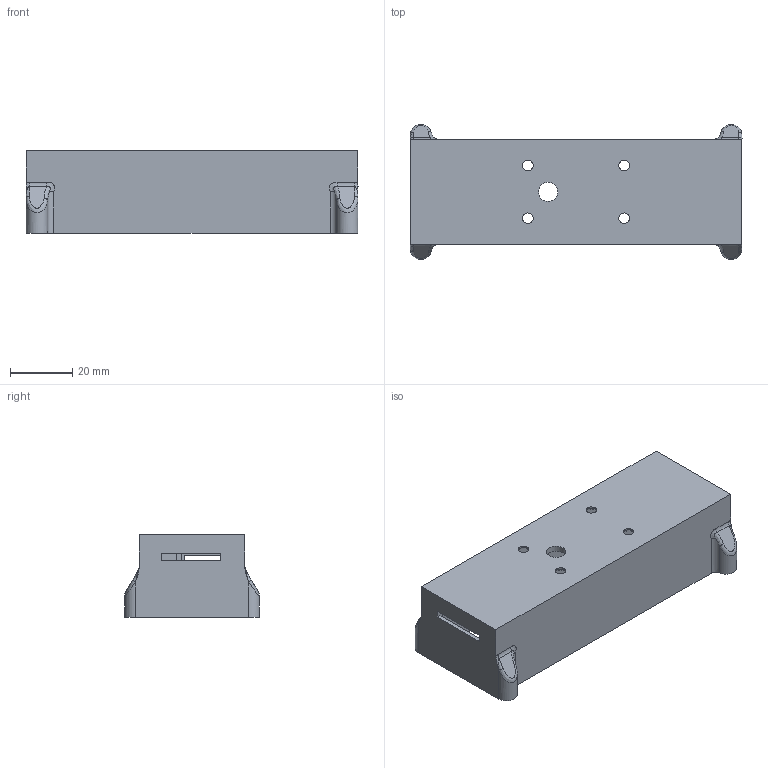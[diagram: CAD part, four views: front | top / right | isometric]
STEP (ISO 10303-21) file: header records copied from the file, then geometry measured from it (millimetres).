
FILE_DESCRIPTION(/* description */ (''),/* implementation_level */ '2;1');
FILE_NAME(/* name */ 'FastTrackTidalVolumeMeter Housing.step',/* time_stamp */ '2021-09-17T22:25:34+01:00',/* author */ (''),/* organization */ (''),/* preprocessor_version */ 'ST-DEVELOPER v18.1',/* originating_system */ 'Autodesk Translation Framework v10.10.0.1391',/* authorisation */ '');
FILE_SCHEMA (('AUTOMOTIVE_DESIGN { 1 0 10303 214 3 1 1 }'));
Length unit declared in the file: millimetre
Products named in the file (1): Housing
Bounding box: 107 x 43.5 x 26.75 mm (x, y, z)
Volume: 20498.3 mm3; surface area: 21530.3 mm2
Topology: 1 solids, 1 shells, 221 faces, 597 edges, 391 vertices
Faces by surface type: plane 108, bspline 92, cylinder 17, cone 4
Full cylindrical faces by diameter (mm): 2.5 x4, 3.4 x4, 6.2 x1
Entity records: 12186 total; most frequent: CARTESIAN_POINT 7227, ORIENTED_EDGE 1194, DIRECTION 679, EDGE_CURVE 597, VERTEX_POINT 391, LINE 359, VECTOR 359, EDGE_LOOP 248
